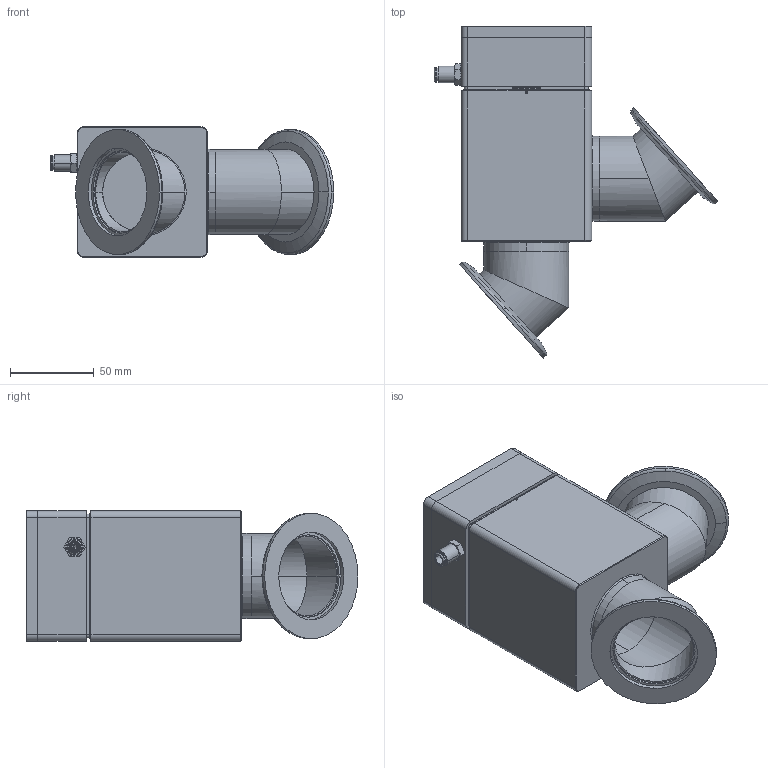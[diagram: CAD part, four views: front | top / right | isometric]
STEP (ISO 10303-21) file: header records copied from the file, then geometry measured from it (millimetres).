
FILE_DESCRIPTION (( 'STEP AP214' ), '1' );
FILE_NAME ('PAIV-S05100 SHELLED.STEP', '2025-11-24T23:33:13', ( '' ), ( '' ), 'SwSTEP 2.0', 'SolidWorks 2023', '' );
FILE_SCHEMA (( 'AUTOMOTIVE_DESIGN' ));
Length unit declared in the file: millimetre
Products named in the file (15): 2000256717; 2000207170_SHELLED; 35-01479; NW-50B-200; 39-01024_SHELLED; 35-01475_SHELLED; 2000194032_SHELLED; PAIV-S05100 SHELLED; 2000256472; 36-00437_extended; 9551-00005M-40_91292A194; 29-00062_5225K506; 2000256478; 2000204261_NW50; 2000207171_SHELLED
Assembly tree (18 placements, depth 4):
  PAIV-S05100 SHELLED
    2000256472
      2000204261_NW50
      NW-50B-200  x2
      2000256478
      2000256717
    2000207171_SHELLED
      39-01024_SHELLED
        35-01475_SHELLED
        36-00437_extended
        35-01479
      2000194032_SHELLED
      2000207170_SHELLED
      9551-00005M-40_91292A194  x4
      29-00062_5225K506
Bounding box: 169.29 x 198.22 x 78 mm (x, y, z)
Volume: 461168.9 mm3; surface area: 269441.9 mm2
Topology: 16 solids, 18 shells, 987 faces, 2325 edges, 1465 vertices
Faces by surface type: cylinder 391, torus 228, plane 222, cone 128, bspline 18
Entity records: 33134 total; most frequent: CARTESIAN_POINT 17374, DIRECTION 3207, ORIENTED_EDGE 3164, EDGE_CURVE 1582, AXIS2_PLACEMENT_3D 1395, VERTEX_POINT 997, EDGE_LOOP 845, ADVANCED_FACE 710
